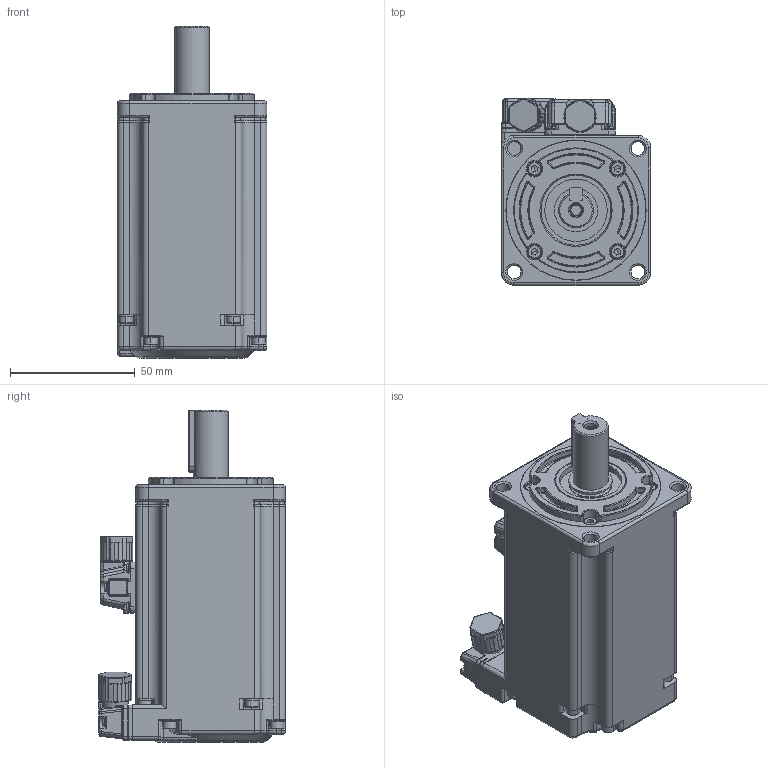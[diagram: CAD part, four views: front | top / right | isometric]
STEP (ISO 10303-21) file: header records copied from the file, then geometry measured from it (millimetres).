
FILE_DESCRIPTION( ('This file contains a STEP AP42 implementation' ,'as created by ZW3D STEP Interface translator.') ,'2;1' );
FILE_NAME( 'MA020A-B2C.stp' ,'221117.115125', (''), ('ZWCAD Software Co.'), 'Version 1.0', 'ZW3D to STEP translator', '' );
FILE_SCHEMA(('AUTOMOTIVE_DESIGN { 1 0 10303 214 1 1 1 1 }'));
Length unit declared in the file: millimetre
Products named in the file (1): 0
Bounding box: 60 x 74.95 x 133 mm (x, y, z)
Volume: 349802.9 mm3; surface area: 39330.5 mm2
Topology: 1 solids, 1 shells, 1875 faces, 4690 edges, 2877 vertices
Faces by surface type: plane 696, cylinder 513, bspline 450, cone 88, torus 82, sphere 46
Full cylindrical faces by diameter (mm): 4.2 x12, 5 x12, 5.1 x1, 5.4 x4, 5.5 x4, 5.6 x4, 6 x5, 14 x1, 17 x1, 17.4 x1, 25 x1, 28 x1, 56 x1
Entity records: 72664 total; most frequent: CARTESIAN_POINT 27769, ORIENTED_EDGE 9326, DIRECTION 8725, EDGE_CURVE 4663, AXIS2_PLACEMENT_3D 3263, VERTEX_POINT 2877, VECTOR 2199, LINE 2199
